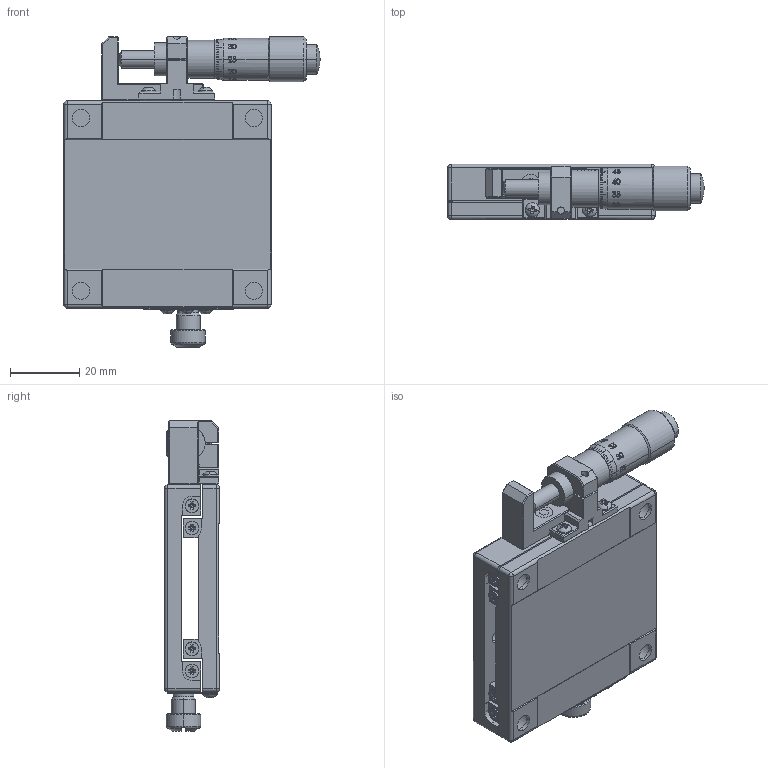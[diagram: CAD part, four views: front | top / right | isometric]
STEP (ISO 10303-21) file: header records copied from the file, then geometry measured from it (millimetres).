
FILE_DESCRIPTION (( 'STEP AP203' ), '1' );
FILE_NAME ('MX60-SS.STEP', '2021-02-22T00:57:20', ( '' ), ( '' ), 'SwSTEP 2.0', 'SolidWorks 2020', '' );
FILE_SCHEMA (( 'CONFIG_CONTROL_DESIGN' ));
Products named in the file (1): MX60-SS
Bounding box: 74.25 x 16 x 89.8 mm (x, y, z)
Volume: 53402.2 mm3; surface area: 26269.6 mm2
Topology: 14 solids, 14 shells, 1668 faces, 4374 edges, 2767 vertices
Faces by surface type: plane 799, cylinder 331, cone 302, bspline 164, torus 52, sphere 20
Entity records: 74329 total; most frequent: CARTESIAN_POINT 33703, ORIENTED_EDGE 8672, DIRECTION 8285, EDGE_CURVE 4336, AXIS2_PLACEMENT_3D 3003, VERTEX_POINT 2765, VECTOR 2279, LINE 2279
